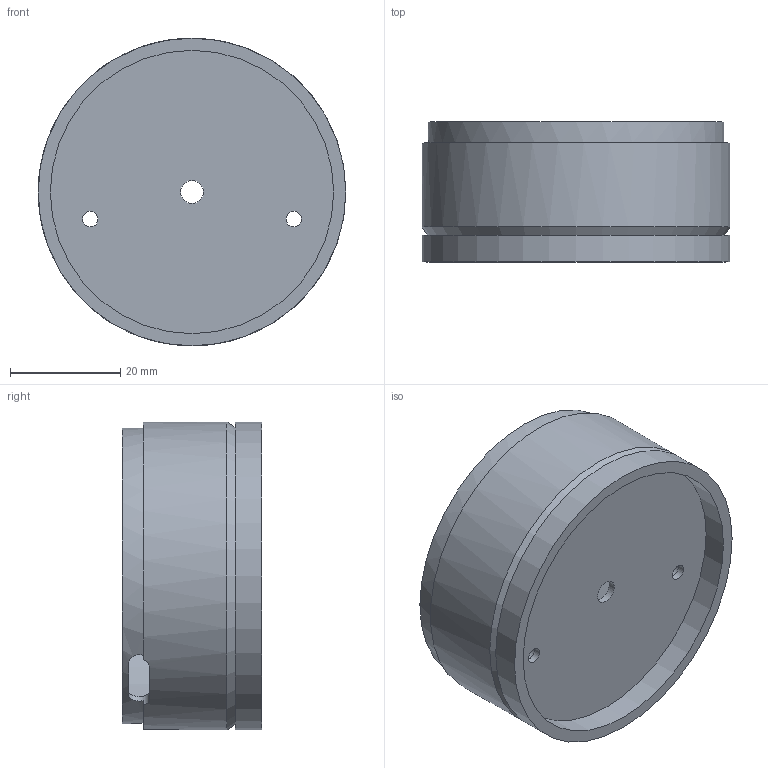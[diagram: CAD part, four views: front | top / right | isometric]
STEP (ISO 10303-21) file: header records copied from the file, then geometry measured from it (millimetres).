
FILE_DESCRIPTION(('FreeCAD Model'),'2;1');
FILE_NAME('Open CASCADE Shape Model','2023-09-30T13:44:37',(''),(''), 'Open CASCADE STEP processor 7.6','FreeCAD','Unknown');
FILE_SCHEMA(('AUTOMOTIVE_DESIGN { 1 0 10303 214 1 1 1 1 }'));
Length unit declared in the file: millimetre
Products named in the file (1): Face Body
Bounding box: 55.88 x 25.4 x 55.88 mm (x, y, z)
Volume: 11873.6 mm3; surface area: 14129.7 mm2
Topology: 1 solids, 1 shells, 33 faces, 80 edges, 53 vertices
Faces by surface type: cylinder 18, plane 14, cone 1
Full cylindrical faces by diameter (mm): 2.8 x4, 4.191 x1, 4.572 x2, 51.435 x2, 53.657 x1, 55.88 x2
Entity records: 2443 total; most frequent: CARTESIAN_POINT 789, DIRECTION 315, ORIENTED_EDGE 160, PCURVE 160, DEFINITIONAL_REPRESENTATION 160, LINE 129, VECTOR 129, EDGE_CURVE 80
